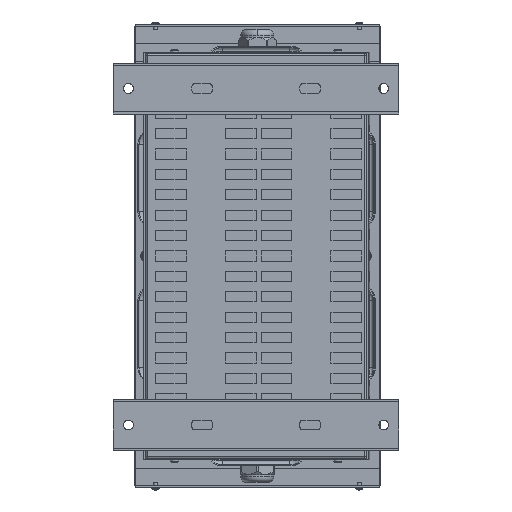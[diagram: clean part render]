
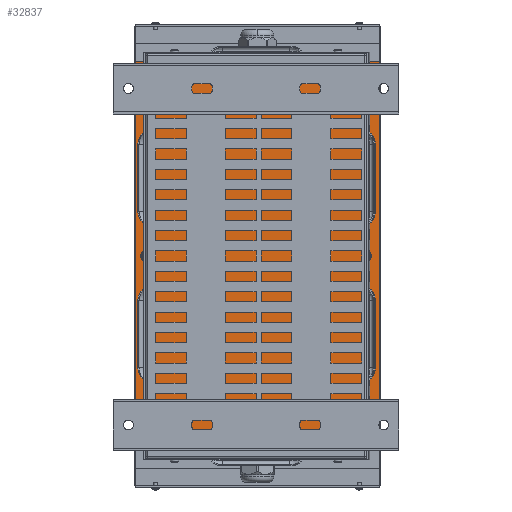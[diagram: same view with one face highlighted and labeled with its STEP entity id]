
A CAD part, front view. The second image highlights one B-rep face of the part: STEP entity #32837.
In plain terms, the highlighted face is planar.
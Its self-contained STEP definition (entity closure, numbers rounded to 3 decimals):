
#5729=FACE_OUTER_BOUND('',#7843,.T.);
#7843=EDGE_LOOP('',(#29814,#29815,#29816,#29817));
#10793=LINE('',#55204,#13802);
#10811=LINE('',#55240,#13820);
#10848=LINE('',#55329,#13857);
#10876=LINE('',#55400,#13885);
#13802=VECTOR('',#43791,10.);
#13820=VECTOR('',#43823,10.);
#13857=VECTOR('',#43918,10.);
#13885=VECTOR('',#43998,10.);
#16623=VERTEX_POINT('',#55194);
#16627=VERTEX_POINT('',#55203);
#16632=VERTEX_POINT('',#55220);
#16637=VERTEX_POINT('',#55234);
#20990=EDGE_CURVE('',#16623,#16627,#10793,.T.);
#21008=EDGE_CURVE('',#16637,#16632,#10811,.T.);
#21053=EDGE_CURVE('',#16632,#16623,#10848,.T.);
#21089=EDGE_CURVE('',#16627,#16637,#10876,.T.);
#29814=ORIENTED_EDGE('',*,*,#20990,.T.);
#29815=ORIENTED_EDGE('',*,*,#21089,.T.);
#29816=ORIENTED_EDGE('',*,*,#21008,.T.);
#29817=ORIENTED_EDGE('',*,*,#21053,.T.);
#31259=PLANE('',#35687);
#32837=ADVANCED_FACE('',(#5729),#31259,.T.);
#35687=AXIS2_PLACEMENT_3D('',#55402,#44001,#44002);
#43791=DIRECTION('',(-1.,0.,0.));
#43823=DIRECTION('',(1.,0.,0.));
#43918=DIRECTION('',(0.,0.,-1.));
#43998=DIRECTION('',(0.,0.,1.));
#44001=DIRECTION('center_axis',(0.,1.,0.));
#44002=DIRECTION('ref_axis',(0.,0.,1.));
#55194=CARTESIAN_POINT('',(-1.501,1.5,36.501));
#55203=CARTESIAN_POINT('',(-240.499,1.5,36.501));
#55204=CARTESIAN_POINT('',(-180.75,1.5,36.501));
#55220=CARTESIAN_POINT('',(-1.501,1.5,417.499));
#55234=CARTESIAN_POINT('',(-240.499,1.5,417.499));
#55240=CARTESIAN_POINT('',(-61.251,1.5,417.499));
#55329=CARTESIAN_POINT('',(-1.501,1.5,114.251));
#55400=CARTESIAN_POINT('',(-240.499,1.5,339.75));
#55402=CARTESIAN_POINT('Origin',(-121.,1.5,227.));
